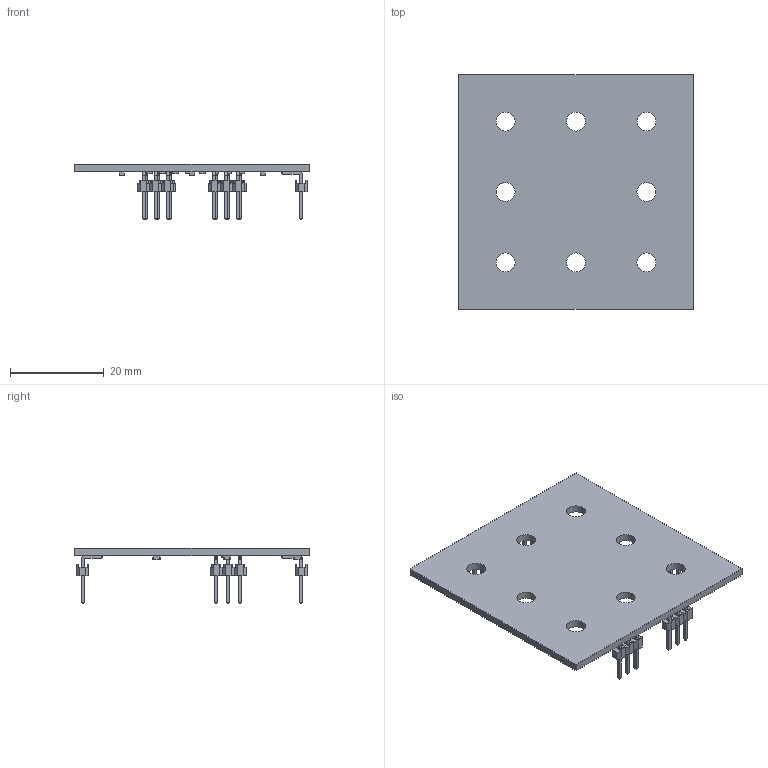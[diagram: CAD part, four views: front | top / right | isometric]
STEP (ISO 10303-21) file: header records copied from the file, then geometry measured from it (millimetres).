
FILE_DESCRIPTION(('KiCad electronic assembly'),'2;1');
FILE_NAME('uad.step','2019-02-05T23:13:45',('An Author'),('A Company'), 'Open CASCADE STEP processor 6.9','KiCad to STEP converter','Unknown' );
FILE_SCHEMA(('AUTOMOTIVE_DESIGN { 1 0 10303 214 1 1 1 1 }'));
Length unit declared in the file: millimetre
Products named in the file (8): Open CASCADE STEP translator 6.9 1; vilka_PLS-1R_D1-1; COMPOUND; CAP_0603; SOLID; Res_0805
Assembly tree (35 placements, depth 3):
  Open CASCADE STEP translator 6.9 1
    vilka_PLS-1R_D1-1  x15
      COMPOUND
    CAP_0603  x8
      SOLID
    Res_0805  x8
      SOLID
    COMPOUND
Bounding box: 50 x 50 x 11.89 mm (x, y, z)
Volume: 4091.4 mm3; surface area: 6480.5 mm2
Topology: 47 solids, 47 shells, 778 faces, 1932 edges, 1248 vertices
Faces by surface type: plane 740, cylinder 38
Full cylindrical faces by diameter (mm): 4 x1, 4.031 x7
Entity records: 5753 total; most frequent: CARTESIAN_POINT 848, DIRECTION 833, LINE 548, VECTOR 548, ORIENTED_EDGE 392, PCURVE 392, DEFINITIONAL_REPRESENTATION 392, EDGE_CURVE 196
